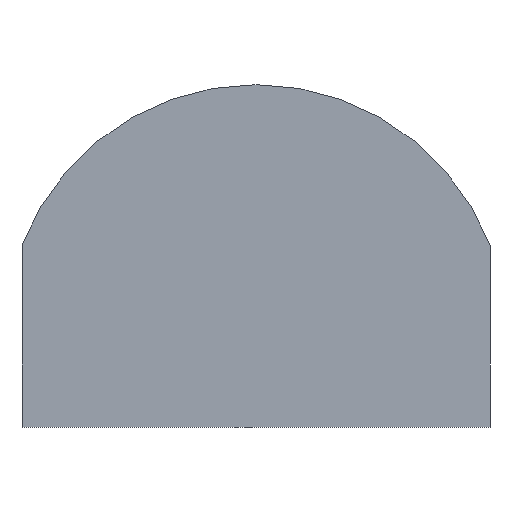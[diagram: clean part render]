
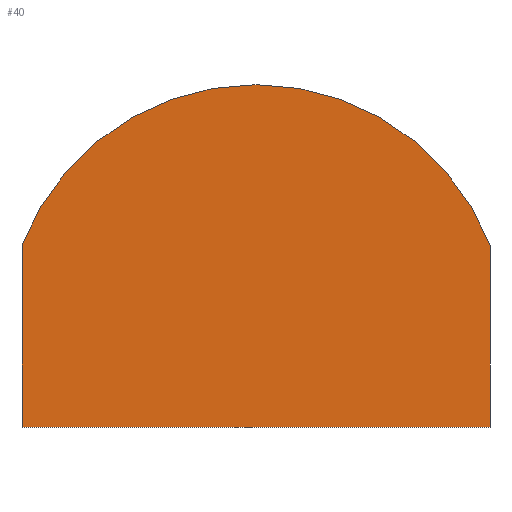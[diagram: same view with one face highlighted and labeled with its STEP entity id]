
A CAD part, front view. The second image highlights one B-rep face of the part: STEP entity #40.
In plain terms, the highlighted planar face has unit normal (0, -1, 0).
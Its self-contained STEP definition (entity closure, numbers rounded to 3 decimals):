
#1 = DIRECTION ( 'NONE',  ( 1., 0., 0. ) ) ;
#4 = DIRECTION ( 'NONE',  ( 0., 0., -1. ) ) ;
#6 = LINE ( 'NONE', #161, #25 ) ;
#16 = CARTESIAN_POINT ( 'NONE',  ( -5.6, -175., -2.2 ) ) ;
#19 = CARTESIAN_POINT ( 'NONE',  ( -5.6, -175., 2.154 ) ) ;
#20 = VECTOR ( 'NONE', #31, 1000. ) ;
#25 = VECTOR ( 'NONE', #57, 1000. ) ;
#31 = DIRECTION ( 'NONE',  ( 0., 0., -1. ) ) ;
#40 = ADVANCED_FACE ( 'NONE', ( #81 ), #158, .T. ) ;
#43 = VERTEX_POINT ( 'NONE', #19 ) ;
#47 = CIRCLE ( 'NONE', #82, 6. ) ;
#48 = ORIENTED_EDGE ( 'NONE', *, *, #203, .T. ) ;
#50 = LINE ( 'NONE', #16, #111 ) ;
#51 = CARTESIAN_POINT ( 'NONE',  ( 5.6, -175., 2.154 ) ) ;
#57 = DIRECTION ( 'NONE',  ( 0., 0., 1. ) ) ;
#70 = DIRECTION ( 'NONE',  ( 0., 0., -1. ) ) ;
#75 = VERTEX_POINT ( 'NONE', #179 ) ;
#81 = FACE_OUTER_BOUND ( 'NONE', #109, .T. ) ;
#82 = AXIS2_PLACEMENT_3D ( 'NONE', #143, #194, #4 ) ;
#93 = ORIENTED_EDGE ( 'NONE', *, *, #117, .T. ) ;
#96 = ORIENTED_EDGE ( 'NONE', *, *, #151, .T. ) ;
#109 = EDGE_LOOP ( 'NONE', ( #48, #133, #96, #93 ) ) ;
#111 = VECTOR ( 'NONE', #1, 1000. ) ;
#117 = EDGE_CURVE ( 'NONE', #75, #171, #6, .T. ) ;
#128 = AXIS2_PLACEMENT_3D ( 'NONE', #140, #176, #70 ) ;
#129 = CARTESIAN_POINT ( 'NONE',  ( -5.6, -175., -2.2 ) ) ;
#133 = ORIENTED_EDGE ( 'NONE', *, *, #163, .T. ) ;
#138 = CARTESIAN_POINT ( 'NONE',  ( -5.6, -175., 2.154 ) ) ;
#140 = CARTESIAN_POINT ( 'NONE',  ( 0., -175., 0. ) ) ;
#142 = VERTEX_POINT ( 'NONE', #129 ) ;
#143 = CARTESIAN_POINT ( 'NONE',  ( 0., -175., 0. ) ) ;
#151 = EDGE_CURVE ( 'NONE', #142, #75, #50, .T. ) ;
#157 = LINE ( 'NONE', #138, #20 ) ;
#158 = PLANE ( 'NONE',  #128 ) ;
#161 = CARTESIAN_POINT ( 'NONE',  ( 5.6, -175., -2.2 ) ) ;
#163 = EDGE_CURVE ( 'NONE', #43, #142, #157, .T. ) ;
#171 = VERTEX_POINT ( 'NONE', #51 ) ;
#176 = DIRECTION ( 'NONE',  ( 0., -1., 0. ) ) ;
#179 = CARTESIAN_POINT ( 'NONE',  ( 5.6, -175., -2.2 ) ) ;
#194 = DIRECTION ( 'NONE',  ( 0., -1., 0. ) ) ;
#203 = EDGE_CURVE ( 'NONE', #171, #43, #47, .T. ) ;
